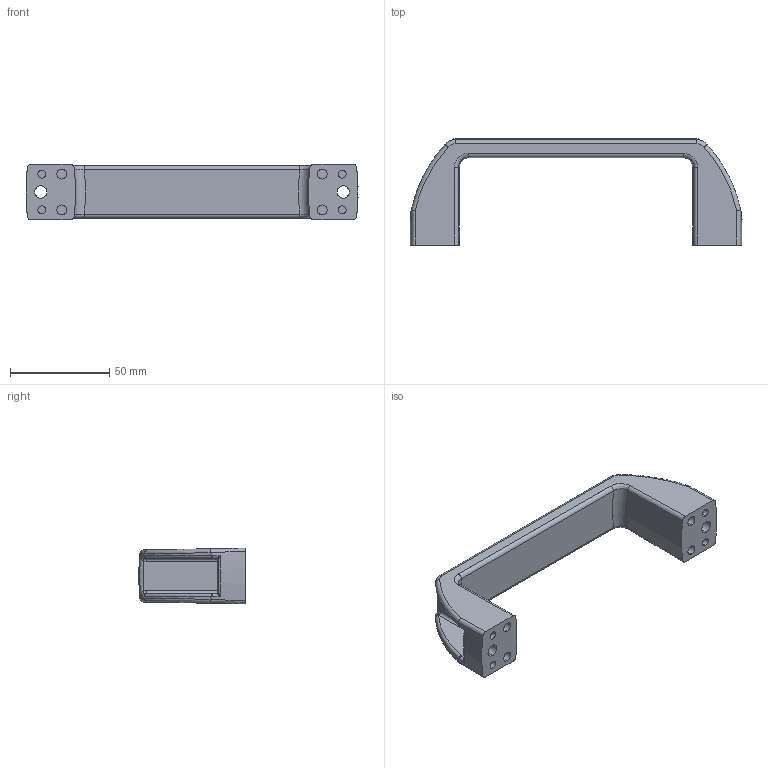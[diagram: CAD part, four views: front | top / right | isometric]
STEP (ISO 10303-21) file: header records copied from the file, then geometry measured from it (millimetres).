
FILE_DESCRIPTION (( 'STEP AP214' ), '1' );
FILE_NAME ('092002.STEP', '2014-08-14T13:19:08', ( '' ), ( '' ), 'SwSTEP 2.0', 'SolidWorks 2014', '' );
FILE_SCHEMA (( 'AUTOMOTIVE_DESIGN' ));
Length unit declared in the file: millimetre
Products named in the file (1): 092002
Bounding box: 166.89 x 53.43 x 28 mm (x, y, z)
Volume: 61711.1 mm3; surface area: 22865.5 mm2
Topology: 1 solids, 1 shells, 157 faces, 369 edges, 216 vertices
Faces by surface type: cylinder 52, bspline 48, plane 37, torus 16, sphere 4
Entity records: 6114 total; most frequent: CARTESIAN_POINT 2838, ORIENTED_EDGE 722, DIRECTION 629, EDGE_CURVE 361, AXIS2_PLACEMENT_3D 264, VERTEX_POINT 216, EDGE_LOOP 171, FACE_OUTER_BOUND 157
